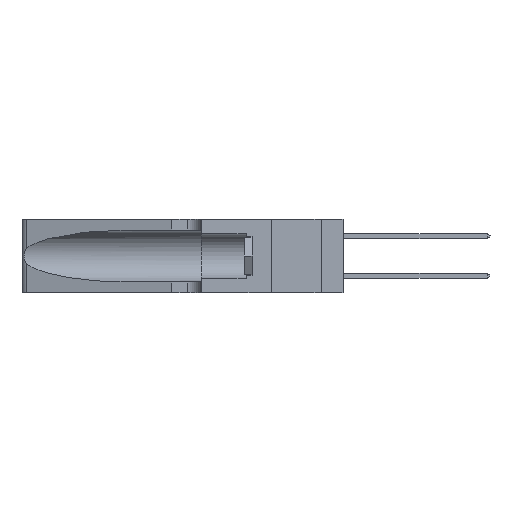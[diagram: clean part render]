
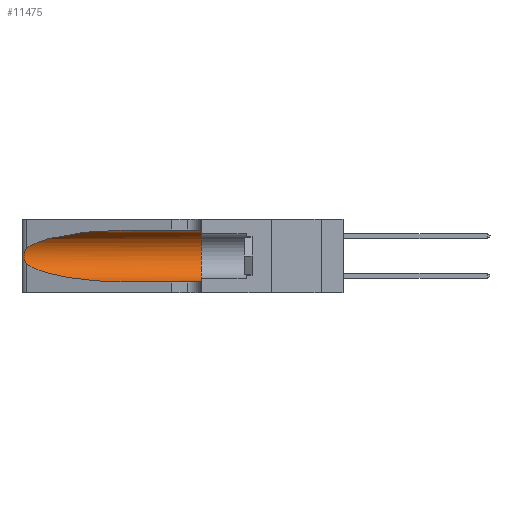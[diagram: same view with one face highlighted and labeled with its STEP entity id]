
A CAD part, left-side view. The second image highlights one B-rep face of the part: STEP entity #11475.
In plain terms, the highlighted cylindrical face has radius 3.308 mm (diameter 6.617 mm), a partial arc.
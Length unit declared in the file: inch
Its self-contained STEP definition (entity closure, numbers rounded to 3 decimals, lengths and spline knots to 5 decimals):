
#485 = DIRECTION ( 'NONE',  ( 0., 0., -1. ) ) ;
#566 = EDGE_CURVE ( 'NONE', #16258, #1950, #7396, .T. ) ;
#1284 = B_SPLINE_CURVE_WITH_KNOTS ( 'NONE', 3,
 ( #17488, #1485, #3909, #19901, #6194, #22159, #8528, #24393, #10805, #26641, #13100, #28894, #15376, #1682 ),
 .UNSPECIFIED., .F., .F.,
 ( 4, 2, 2, 2, 2, 2, 4 ),
 ( 0., 0.00027, 0.00053, 0.00107, 0.0016, 0.00187, 0.00214 ),
 .UNSPECIFIED. ) ;
#1485 = CARTESIAN_POINT ( 'NONE',  ( 0.25555, 1.22994, 0.2215 ) ) ;
#1682 = CARTESIAN_POINT ( 'NONE',  ( 0.25487, 1.22718, 0.14631 ) ) ;
#1709 = LINE ( 'NONE', #8992, #13169 ) ;
#1950 = VERTEX_POINT ( 'NONE', #14493 ) ;
#3466 = VERTEX_POINT ( 'NONE', #17623 ) ;
#3854 = CARTESIAN_POINT ( 'NONE',  ( 0.1305, 0.72297, 0.05475 ) ) ;
#3909 = CARTESIAN_POINT ( 'NONE',  ( 0.25639, 1.23184, 0.21858 ) ) ;
#4099 = DIRECTION ( 'NONE',  ( 0., 0., 1. ) ) ;
#4256 = CYLINDRICAL_SURFACE ( 'NONE', #18041, 0.13025 ) ;
#4265 = CARTESIAN_POINT ( 'NONE',  ( 0.25487, 1.22718, 0.22369 ) ) ;
#4429 = DIRECTION ( 'NONE',  ( 0., 1., 0. ) ) ;
#4567 = CARTESIAN_POINT ( 'NONE',  ( 0.1305, 0.35, 0.185 ) ) ;
#4820 = VECTOR ( 'NONE', #20283, 39.37008 ) ;
#5140 = EDGE_CURVE ( 'NONE', #21556, #16258, #1709, .T. ) ;
#5543 = LINE ( 'NONE', #24673, #4820 ) ;
#5924 = CARTESIAN_POINT ( 'NONE',  ( 0.1305, 0.72297, 0.31525 ) ) ;
#6194 = CARTESIAN_POINT ( 'NONE',  ( 0.25854, 1.2359, 0.20912 ) ) ;
#7396 = CIRCLE ( 'NONE', #25413, 0.13025 ) ;
#8528 = CARTESIAN_POINT ( 'NONE',  ( 0.26075, 1.23896, 0.19203 ) ) ;
#8624 = CARTESIAN_POINT ( 'NONE',  ( 0.1305, 0.35, 0.31525 ) ) ;
#8638 = EDGE_CURVE ( 'NONE', #3466, #14407, #19833, .T. ) ;
#8890 = CARTESIAN_POINT ( 'NONE',  ( 0.25487, 1.22718, 0.22369 ) ) ;
#8992 = CARTESIAN_POINT ( 'NONE',  ( 0.1305, 1.61858, 0.31525 ) ) ;
#9380 = EDGE_CURVE ( 'NONE', #23474, #3466, #1284, .T. ) ;
#9500 = ORIENTED_EDGE ( 'NONE', *, *, #27910, .T. ) ;
#10805 = CARTESIAN_POINT ( 'NONE',  ( 0.26017, 1.23833, 0.17102 ) ) ;
#11475 = ADVANCED_FACE ( 'NONE', ( #29086 ), #4256, .F. ) ;
#11912 = CARTESIAN_POINT ( 'NONE',  ( 0.1305, 1.61858, 0.185 ) ) ;
#12480 = ORIENTED_EDGE ( 'NONE', *, *, #9380, .T. ) ;
#12939 = CARTESIAN_POINT ( 'NONE',  ( 0.2373, 1.15595, 0.08982 ) ) ;
#13100 = CARTESIAN_POINT ( 'NONE',  ( 0.25789, 1.23486, 0.15765 ) ) ;
#13169 = VECTOR ( 'NONE', #27101, 39.37008 ) ;
#13226 =( BOUNDED_CURVE ( )  B_SPLINE_CURVE ( 3, ( #15644, #29144, #22503, #8890 ),
 .UNSPECIFIED., .F., .F. ) 
 B_SPLINE_CURVE_WITH_KNOTS ( ( 4, 4 ),
 ( 1.5708, 2.84003 ),
 .UNSPECIFIED. ) 
 CURVE ( )  GEOMETRIC_REPRESENTATION_ITEM ( )  RATIONAL_B_SPLINE_CURVE ( ( 1., 0.87, 0.87, 1. ) ) 
 REPRESENTATION_ITEM ( '' )  );
#13486 = CARTESIAN_POINT ( 'NONE',  ( 0.1305, 0.72297, 0.05475 ) ) ;
#14407 = VERTEX_POINT ( 'NONE', #13486 ) ;
#14493 = CARTESIAN_POINT ( 'NONE',  ( 0.1305, 0.35, 0.05475 ) ) ;
#15376 = CARTESIAN_POINT ( 'NONE',  ( 0.25555, 1.22993, 0.14849 ) ) ;
#15593 = ORIENTED_EDGE ( 'NONE', *, *, #5140, .F. ) ;
#15644 = CARTESIAN_POINT ( 'NONE',  ( 0.1305, 0.72297, 0.31525 ) ) ;
#16258 = VERTEX_POINT ( 'NONE', #8624 ) ;
#16487 = DIRECTION ( 'NONE',  ( 0., -1., 0. ) ) ;
#17035 = EDGE_CURVE ( 'NONE', #21556, #23474, #13226, .T. ) ;
#17229 = ORIENTED_EDGE ( 'NONE', *, *, #566, .F. ) ;
#17488 = CARTESIAN_POINT ( 'NONE',  ( 0.25487, 1.22718, 0.22369 ) ) ;
#17522 = CARTESIAN_POINT ( 'NONE',  ( 0.18966, 0.96281, 0.05475 ) ) ;
#17623 = CARTESIAN_POINT ( 'NONE',  ( 0.25487, 1.22718, 0.14631 ) ) ;
#18041 = AXIS2_PLACEMENT_3D ( 'NONE', #11912, #16487, #485 ) ;
#19719 = ORIENTED_EDGE ( 'NONE', *, *, #8638, .T. ) ;
#19833 =( BOUNDED_CURVE ( )  B_SPLINE_CURVE ( 3, ( #28741, #12939, #17522, #3854 ),
 .UNSPECIFIED., .F., .F. ) 
 B_SPLINE_CURVE_WITH_KNOTS ( ( 4, 4 ),
 ( 3.44316, 4.71239 ),
 .UNSPECIFIED. ) 
 CURVE ( )  GEOMETRIC_REPRESENTATION_ITEM ( )  RATIONAL_B_SPLINE_CURVE ( ( 1., 0.87, 0.87, 1. ) ) 
 REPRESENTATION_ITEM ( '' )  );
#19901 = CARTESIAN_POINT ( 'NONE',  ( 0.25787, 1.23484, 0.2124 ) ) ;
#20283 = DIRECTION ( 'NONE',  ( 0., -1., 0. ) ) ;
#21556 = VERTEX_POINT ( 'NONE', #5924 ) ;
#22159 = CARTESIAN_POINT ( 'NONE',  ( 0.26018, 1.23835, 0.19895 ) ) ;
#22488 = EDGE_LOOP ( 'NONE', ( #28503, #12480, #19719, #9500, #17229, #15593 ) ) ;
#22503 = CARTESIAN_POINT ( 'NONE',  ( 0.2373, 1.15595, 0.28018 ) ) ;
#23474 = VERTEX_POINT ( 'NONE', #4265 ) ;
#24393 = CARTESIAN_POINT ( 'NONE',  ( 0.26075, 1.23896, 0.178 ) ) ;
#24673 = CARTESIAN_POINT ( 'NONE',  ( 0.1305, 1.61858, 0.05475 ) ) ;
#25413 = AXIS2_PLACEMENT_3D ( 'NONE', #4567, #4429, #4099 ) ;
#26641 = CARTESIAN_POINT ( 'NONE',  ( 0.25856, 1.23593, 0.16098 ) ) ;
#27101 = DIRECTION ( 'NONE',  ( 0., -1., 0. ) ) ;
#27910 = EDGE_CURVE ( 'NONE', #14407, #1950, #5543, .T. ) ;
#28503 = ORIENTED_EDGE ( 'NONE', *, *, #17035, .T. ) ;
#28741 = CARTESIAN_POINT ( 'NONE',  ( 0.25487, 1.22718, 0.14631 ) ) ;
#28894 = CARTESIAN_POINT ( 'NONE',  ( 0.25639, 1.23186, 0.15144 ) ) ;
#29086 = FACE_OUTER_BOUND ( 'NONE', #22488, .T. ) ;
#29144 = CARTESIAN_POINT ( 'NONE',  ( 0.18966, 0.96281, 0.31525 ) ) ;
